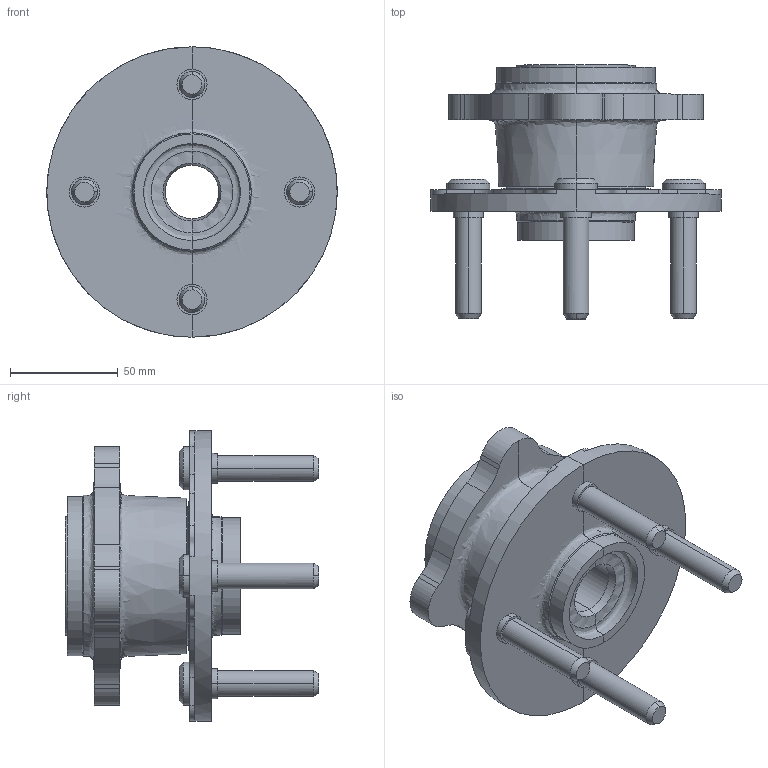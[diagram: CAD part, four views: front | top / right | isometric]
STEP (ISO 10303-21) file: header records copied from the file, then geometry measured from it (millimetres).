
FILE_DESCRIPTION(/* description */ (''),/* implementation_level */ '2;1');
FILE_NAME(/* name */ 'Rough_NSK_HubUnit-Drive_55BWKH02A',/* time_stamp */ '2017-05-04T16:55:26+09:00',/* author */ (''),/* organization */ (''),/* preprocessor_version */ 'ST-DEVELOPER v15',/* originating_system */ '',/* authorisation */ '');
FILE_SCHEMA (('AUTOMOTIVE_DESIGN'));
Length unit declared in the file: millimetre
Products named in the file (1): Document
Bounding box: 135 x 118 x 135 mm (x, y, z)
Volume: 437612 mm3; surface area: 72427.4 mm2
Topology: 1 solids, 1 shells, 158 faces, 390 edges, 240 vertices
Faces by surface type: bspline 134, plane 24
Entity records: 5125 total; most frequent: CARTESIAN_POINT 3026, ORIENTED_EDGE 780, EDGE_CURVE 390, VERTEX_POINT 240, EDGE_LOOP 166, ADVANCED_FACE 158, FACE_OUTER_BOUND 158, B_SPLINE_CURVE_WITH_KNOTS 93
